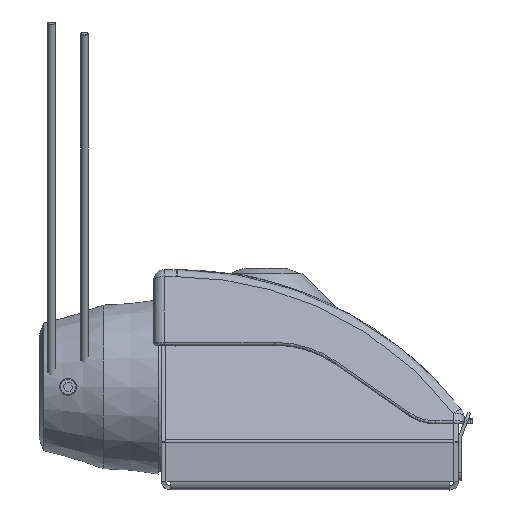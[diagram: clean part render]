
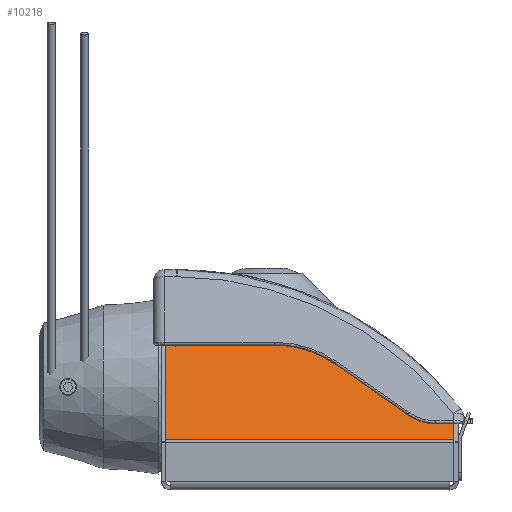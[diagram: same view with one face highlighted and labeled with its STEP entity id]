
A CAD part, left-side view. The second image highlights one B-rep face of the part: STEP entity #10218.
In plain terms, the highlighted planar face has unit normal (-0.945, 0, 0.328).
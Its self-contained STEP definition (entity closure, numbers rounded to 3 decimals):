
#4184 = ORIENTED_EDGE ( 'NONE', *, *, #43610, .T. ) ;
#4771 = CARTESIAN_POINT ( 'NONE',  ( 4.711, -117.08, 36.608 ) ) ;
#5261 = VERTEX_POINT ( 'NONE', #15685 ) ;
#5273 = CARTESIAN_POINT ( 'NONE',  ( 13.209, -82.131, 61.079 ) ) ;
#5279 = EDGE_CURVE ( 'NONE', #42888, #9570, #21938, .T. ) ;
#6078 = DIRECTION ( 'NONE',  ( -0.328, 0., -0.945 ) ) ;
#6115 = CARTESIAN_POINT ( 'NONE',  ( 0.221, -2., 23.678 ) ) ;
#7631 = EDGE_CURVE ( 'NONE', #42888, #8079, #31325, .T. ) ;
#7889 = LINE ( 'NONE', #16307, #30308 ) ;
#8079 = VERTEX_POINT ( 'NONE', #4771 ) ;
#9256 = DIRECTION ( 'NONE',  ( -0.328, 0., -0.945 ) ) ;
#9570 = VERTEX_POINT ( 'NONE', #31207 ) ;
#10218 = ADVANCED_FACE ( 'NONE', ( #28650 ), #32867, .F. ) ;
#11769 = DIRECTION ( 'NONE',  ( -0.328, 0., -0.945 ) ) ;
#13844 = VERTEX_POINT ( 'NONE', #23497 ) ;
#15539 = CARTESIAN_POINT ( 'NONE',  ( -9.029, 0., -2.961 ) ) ;
#15685 = CARTESIAN_POINT ( 'NONE',  ( 16.402, -2., 70.274 ) ) ;
#15744 = ORIENTED_EDGE ( 'NONE', *, *, #26984, .T. ) ;
#15968 = AXIS2_PLACEMENT_3D ( 'NONE', #30364, #37053, #9256 ) ;
#16307 = CARTESIAN_POINT ( 'NONE',  ( -9.029, -2., -2.961 ) ) ;
#16986 = ORIENTED_EDGE ( 'NONE', *, *, #24730, .F. ) ;
#17214 = VECTOR ( 'NONE', #27952, 1000. ) ;
#17278 = CARTESIAN_POINT ( 'NONE',  ( 0.221, -137.5, 23.678 ) ) ;
#17548 = VERTEX_POINT ( 'NONE', #6115 ) ;
#18429 = CARTESIAN_POINT ( 'NONE',  ( 18.213, -61.554, 75.487 ) ) ;
#20800 = ORIENTED_EDGE ( 'NONE', *, *, #39489, .T. ) ;
#21073 = VECTOR ( 'NONE', #25082, 1000. ) ;
#21938 = CIRCLE ( 'NONE', #37546, 49.5 ) ;
#23200 = LINE ( 'NONE', #24079, #40672 ) ;
#23225 = CARTESIAN_POINT ( 'NONE',  ( 0.164, -52.655, 23.513 ) ) ;
#23311 = CARTESIAN_POINT ( 'NONE',  ( 3.389, -129.287, 32.8 ) ) ;
#23442 = DIRECTION ( 'NONE',  ( -0.945, 0., 0.328 ) ) ;
#23497 = CARTESIAN_POINT ( 'NONE',  ( 3.389, -137.5, 32.8 ) ) ;
#24079 = CARTESIAN_POINT ( 'NONE',  ( 0.221, 0., 23.678 ) ) ;
#24730 = EDGE_CURVE ( 'NONE', #39179, #13844, #34610, .T. ) ;
#25082 = DIRECTION ( 'NONE',  ( 0., 1., 0. ) ) ;
#26984 = EDGE_CURVE ( 'NONE', #5261, #17548, #7889, .T. ) ;
#27603 = ORIENTED_EDGE ( 'NONE', *, *, #39200, .T. ) ;
#27762 = LINE ( 'NONE', #28642, #21073 ) ;
#27952 = DIRECTION ( 'NONE',  ( 0.328, 0., 0.945 ) ) ;
#28574 = DIRECTION ( 'NONE',  ( 0., -1., 0. ) ) ;
#28642 = CARTESIAN_POINT ( 'NONE',  ( 16.402, 0., 70.274 ) ) ;
#28650 = FACE_OUTER_BOUND ( 'NONE', #36317, .T. ) ;
#28723 = CIRCLE ( 'NONE', #15968, 20.5 ) ;
#30308 = VECTOR ( 'NONE', #6078, 1000. ) ;
#30364 = CARTESIAN_POINT ( 'NONE',  ( 10.114, -129.287, 52.166 ) ) ;
#30555 = VECTOR ( 'NONE', #35331, 1000. ) ;
#30784 = VERTEX_POINT ( 'NONE', #17278 ) ;
#31207 = CARTESIAN_POINT ( 'NONE',  ( 16.402, -52.655, 70.274 ) ) ;
#31296 = CARTESIAN_POINT ( 'NONE',  ( -9.029, -137.5, -2.961 ) ) ;
#31325 = LINE ( 'NONE', #18429, #30555 ) ;
#32867 = PLANE ( 'NONE',  #41622 ) ;
#33222 = ORIENTED_EDGE ( 'NONE', *, *, #38301, .F. ) ;
#34120 = DIRECTION ( 'NONE',  ( -0.328, 0., -0.945 ) ) ;
#34610 = LINE ( 'NONE', #41487, #35876 ) ;
#35331 = DIRECTION ( 'NONE',  ( -0.195, -0.803, -0.563 ) ) ;
#35876 = VECTOR ( 'NONE', #28574, 1000. ) ;
#36317 = EDGE_LOOP ( 'NONE', ( #37020, #43214, #4184, #15744, #33222, #27603, #16986, #20800 ) ) ;
#37020 = ORIENTED_EDGE ( 'NONE', *, *, #7631, .F. ) ;
#37053 = DIRECTION ( 'NONE',  ( 0.945, 0., -0.328 ) ) ;
#37546 = AXIS2_PLACEMENT_3D ( 'NONE', #23225, #23442, #34120 ) ;
#38301 = EDGE_CURVE ( 'NONE', #30784, #17548, #23200, .T. ) ;
#39179 = VERTEX_POINT ( 'NONE', #23311 ) ;
#39200 = EDGE_CURVE ( 'NONE', #30784, #13844, #41087, .T. ) ;
#39489 = EDGE_CURVE ( 'NONE', #39179, #8079, #28723, .T. ) ;
#40672 = VECTOR ( 'NONE', #43905, 1000. ) ;
#41087 = LINE ( 'NONE', #31296, #17214 ) ;
#41487 = CARTESIAN_POINT ( 'NONE',  ( 3.389, -104.25, 32.8 ) ) ;
#41622 = AXIS2_PLACEMENT_3D ( 'NONE', #15539, #42665, #11769 ) ;
#42665 = DIRECTION ( 'NONE',  ( 0.945, 0., -0.328 ) ) ;
#42888 = VERTEX_POINT ( 'NONE', #5273 ) ;
#43214 = ORIENTED_EDGE ( 'NONE', *, *, #5279, .T. ) ;
#43610 = EDGE_CURVE ( 'NONE', #9570, #5261, #27762, .T. ) ;
#43905 = DIRECTION ( 'NONE',  ( 0., 1., 0. ) ) ;
